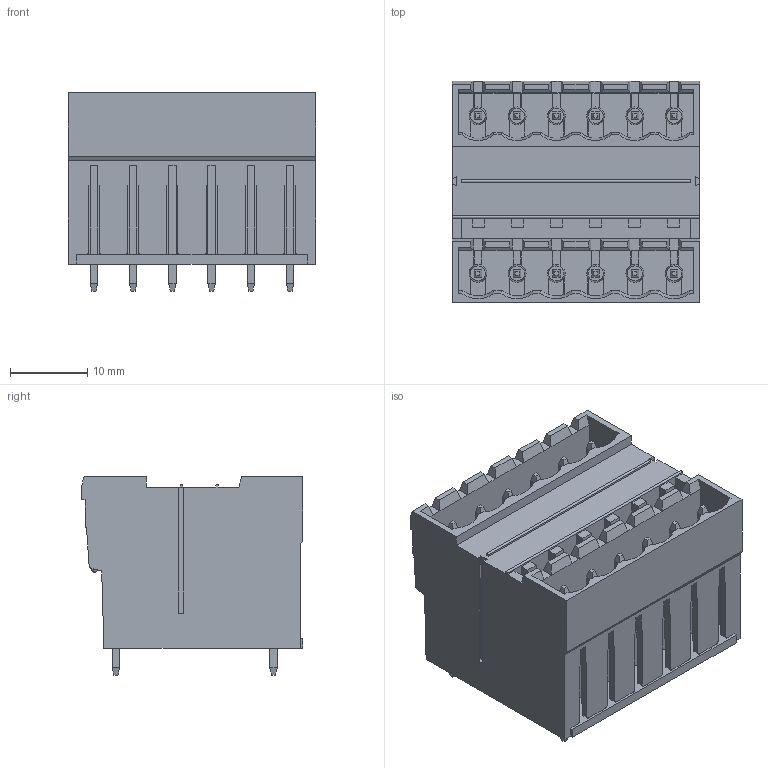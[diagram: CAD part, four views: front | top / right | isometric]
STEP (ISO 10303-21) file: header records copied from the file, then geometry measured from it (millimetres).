
FILE_DESCRIPTION((''),'2;1');
FILE_NAME('WJ2EDGVH-508-2X06P','2017-03-16T',('QZY'),(''),'CREO PARAMETRIC BY PTC INC, 2014440','CREO PARAMETRIC BY PTC INC, 2014440','');
FILE_SCHEMA(('CONFIG_CONTROL_DESIGN'));
Length unit declared in the file: millimetre
Products named in the file (1): WJ2EDGVH-508-2X06P
Bounding box: 32.08 x 28.7 x 25.7 mm (x, y, z)
Volume: 13603.7 mm3; surface area: 8570.9 mm2
Topology: 1 solids, 1 shells, 752 faces, 1939 edges, 1206 vertices
Faces by surface type: plane 654, cylinder 52, cone 36, sphere 10
Entity records: 22480 total; most frequent: CARTESIAN_POINT 4257, ORIENTED_EDGE 3870, DIRECTION 3547, EDGE_CURVE 1935, VECTOR 1603, LINE 1603, VERTEX_POINT 1206, AXIS2_PLACEMENT_3D 972
